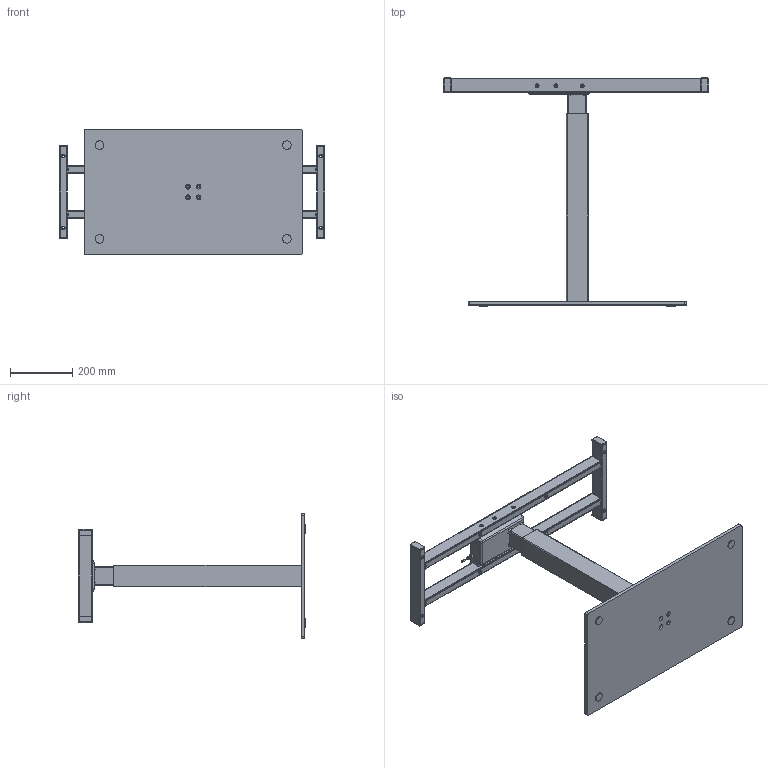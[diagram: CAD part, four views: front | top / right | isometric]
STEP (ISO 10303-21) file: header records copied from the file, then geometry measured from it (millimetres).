
FILE_DESCRIPTION (( 'STEP AP203' ), '1' );
FILE_NAME ('Omega 1-pelare_50122xE.STEP', '2019-01-29T09:06:24', ( '' ), ( '' ), 'SwSTEP 2.0', 'SolidWorks 2015', '' );
FILE_SCHEMA (( 'CONFIG_CONTROL_DESIGN' ));
Length unit declared in the file: millimetre
Products named in the file (1): Omega 1-pelare_50122xE
Bounding box: 850 x 730.4 x 400 mm (x, y, z)
Surface area: 1407656.6 mm2 (no closed solid volume)
Topology: 0 solids, 45 shells, 397 faces, 1460 edges, 1070 vertices
Faces by surface type: cylinder 186, plane 148, torus 22, cone 18, sphere 16, bspline 7
Entity records: 16085 total; most frequent: CARTESIAN_POINT 3705, DIRECTION 2680, ORIENTED_EDGE 2206, EDGE_CURVE 1442, VERTEX_POINT 1070, AXIS2_PLACEMENT_3D 977, VECTOR 726, LINE 726
